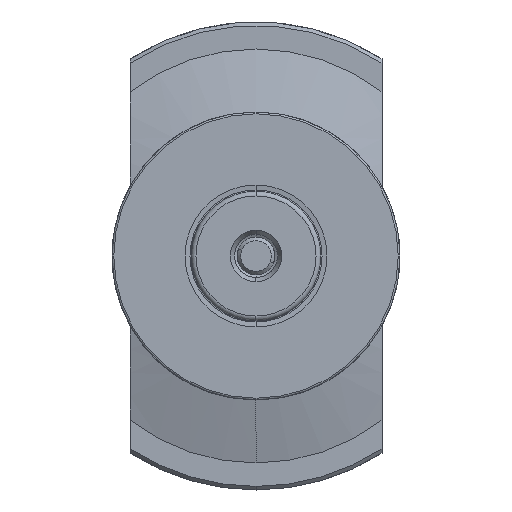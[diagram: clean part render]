
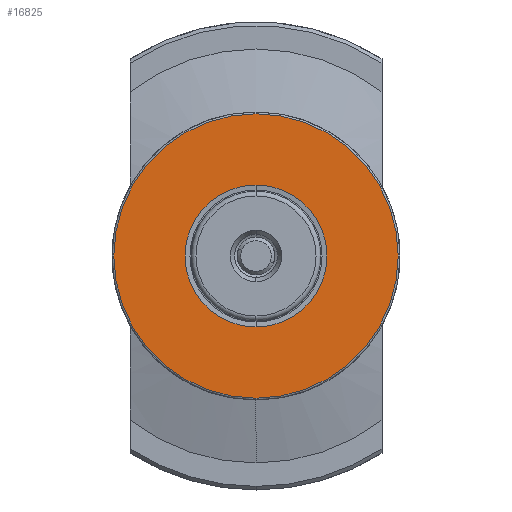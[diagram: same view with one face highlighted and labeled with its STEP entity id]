
A CAD part, left-side view. The second image highlights one B-rep face of the part: STEP entity #16825.
In plain terms, the highlighted planar face has unit normal (-1, 0, 0).
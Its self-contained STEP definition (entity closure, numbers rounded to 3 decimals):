
#879 = DIRECTION ( 'NONE',  ( -1., 0., 0. ) ) ;
#1425 = ORIENTED_EDGE ( 'NONE', *, *, #13332, .F. ) ;
#2094 = ORIENTED_EDGE ( 'NONE', *, *, #13580, .T. ) ;
#2421 = ORIENTED_EDGE ( 'NONE', *, *, #6163, .F. ) ;
#3312 = CIRCLE ( 'NONE', #7211, 39.5 ) ;
#3790 = AXIS2_PLACEMENT_3D ( 'NONE', #4923, #19019, #6957 ) ;
#3946 = DIRECTION ( 'NONE',  ( 0., 0., -1. ) ) ;
#4109 = ORIENTED_EDGE ( 'NONE', *, *, #16319, .T. ) ;
#4161 = CARTESIAN_POINT ( 'NONE',  ( 0., 0., 0. ) ) ;
#4923 = CARTESIAN_POINT ( 'NONE',  ( 0., 0., 0. ) ) ;
#5942 = CIRCLE ( 'NONE', #6971, 19.715 ) ;
#6161 = DIRECTION ( 'NONE',  ( -1., 0., 0. ) ) ;
#6163 = EDGE_CURVE ( 'NONE', #10623, #25406, #13631, .T. ) ;
#6173 = DIRECTION ( 'NONE',  ( 0., 0., 1. ) ) ;
#6957 = DIRECTION ( 'NONE',  ( 0., 0., 1. ) ) ;
#6971 = AXIS2_PLACEMENT_3D ( 'NONE', #4161, #18265, #6173 ) ;
#7182 = VERTEX_POINT ( 'NONE', #11788 ) ;
#7211 = AXIS2_PLACEMENT_3D ( 'NONE', #18257, #6161, #20270 ) ;
#7499 = CIRCLE ( 'NONE', #3790, 39.5 ) ;
#7528 = VERTEX_POINT ( 'NONE', #15491 ) ;
#7903 = CARTESIAN_POINT ( 'NONE',  ( 0., 19.715, 0. ) ) ;
#10623 = VERTEX_POINT ( 'NONE', #22876 ) ;
#11788 = CARTESIAN_POINT ( 'NONE',  ( 0., 0., 39.5 ) ) ;
#12604 = EDGE_LOOP ( 'NONE', ( #2094, #4109 ) ) ;
#12858 = CARTESIAN_POINT ( 'NONE',  ( 0., 0., 0. ) ) ;
#13003 = EDGE_LOOP ( 'NONE', ( #1425, #2421 ) ) ;
#13332 = EDGE_CURVE ( 'NONE', #25406, #10623, #5942, .T. ) ;
#13580 = EDGE_CURVE ( 'NONE', #7182, #7528, #7499, .T. ) ;
#13631 = CIRCLE ( 'NONE', #17429, 19.715 ) ;
#14882 = DIRECTION ( 'NONE',  ( 0., 0., 1. ) ) ;
#15491 = CARTESIAN_POINT ( 'NONE',  ( 0., 0., -39.5 ) ) ;
#16005 = DIRECTION ( 'NONE',  ( 1., 0., 0. ) ) ;
#16319 = EDGE_CURVE ( 'NONE', #7528, #7182, #3312, .T. ) ;
#16825 = ADVANCED_FACE ( 'NONE', ( #18182, #22860 ), #24001, .F. ) ;
#17429 = AXIS2_PLACEMENT_3D ( 'NONE', #12858, #879, #14882 ) ;
#18182 = FACE_BOUND ( 'NONE', #13003, .T. ) ;
#18257 = CARTESIAN_POINT ( 'NONE',  ( 0., 0., 0. ) ) ;
#18265 = DIRECTION ( 'NONE',  ( -1., 0., 0. ) ) ;
#18353 = CARTESIAN_POINT ( 'NONE',  ( 0., 0., 19.715 ) ) ;
#19019 = DIRECTION ( 'NONE',  ( -1., 0., 0. ) ) ;
#20270 = DIRECTION ( 'NONE',  ( 0., 0., 1. ) ) ;
#22860 = FACE_OUTER_BOUND ( 'NONE', #12604, .T. ) ;
#22876 = CARTESIAN_POINT ( 'NONE',  ( 0., 0., -19.715 ) ) ;
#22883 = AXIS2_PLACEMENT_3D ( 'NONE', #7903, #16005, #3946 ) ;
#24001 = PLANE ( 'NONE',  #22883 ) ;
#25406 = VERTEX_POINT ( 'NONE', #18353 ) ;
